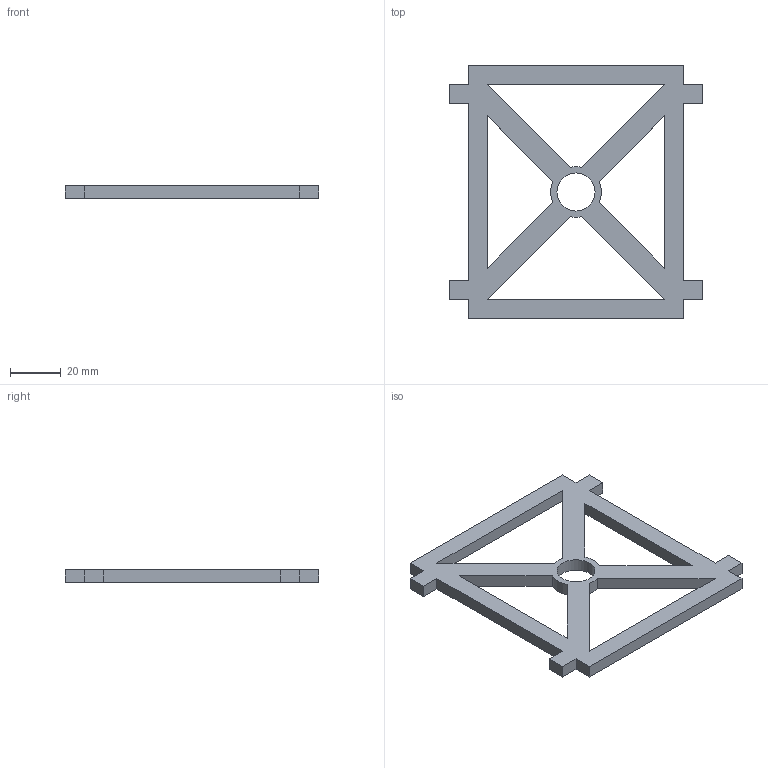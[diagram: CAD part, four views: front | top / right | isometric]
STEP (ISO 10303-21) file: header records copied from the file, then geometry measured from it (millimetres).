
FILE_DESCRIPTION(('FreeCAD Model'),'2;1');
FILE_NAME('Open CASCADE Shape Model','2024-04-01T22:02:33',(''),(''), 'Open CASCADE STEP processor 7.6','FreeCAD','Unknown');
FILE_SCHEMA(('AUTOMOTIVE_DESIGN { 1 0 10303 214 1 1 1 1 }'));
Length unit declared in the file: millimetre
Products named in the file (1): Body
Bounding box: 100 x 100 x 5 mm (x, y, z)
Volume: 21767.8 mm3; surface area: 14181.4 mm2
Topology: 1 solids, 1 shells, 39 faces, 111 edges, 74 vertices
Faces by surface type: plane 34, cylinder 5
Full cylindrical faces by diameter (mm): 15 x1
Entity records: 1297 total; most frequent: CARTESIAN_POINT 225, ORIENTED_EDGE 222, DIRECTION 201, EDGE_CURVE 111, LINE 101, VECTOR 101, VERTEX_POINT 74, AXIS2_PLACEMENT_3D 50
